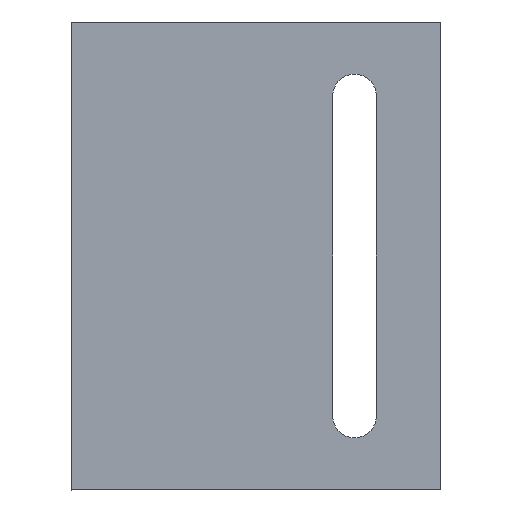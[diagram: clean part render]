
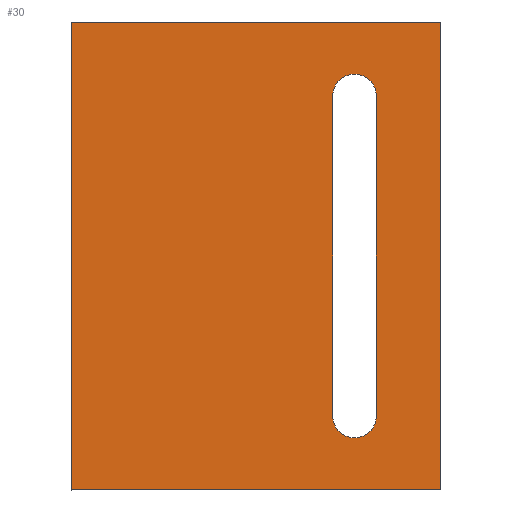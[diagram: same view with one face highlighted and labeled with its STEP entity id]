
A CAD part, front view. The second image highlights one B-rep face of the part: STEP entity #30.
In plain terms, the highlighted planar face has unit normal (0, -1, 0).
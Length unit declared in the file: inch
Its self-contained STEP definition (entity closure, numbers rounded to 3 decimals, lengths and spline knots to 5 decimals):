
#25 = VECTOR ( 'NONE', #690, 39.37008 ) ;
#27 = LINE ( 'NONE', #636, #726 ) ;
#30 = ADVANCED_FACE ( 'NONE', ( #32, #622 ), #561, .F. ) ;
#32 = FACE_BOUND ( 'NONE', #632, .T. ) ;
#45 = EDGE_CURVE ( 'NONE', #473, #672, #844, .T. ) ;
#47 = DIRECTION ( 'NONE',  ( 0., 1., 0. ) ) ;
#77 = DIRECTION ( 'NONE',  ( 0., 0., 1. ) ) ;
#90 = DIRECTION ( 'NONE',  ( 0., 0., 1. ) ) ;
#108 = DIRECTION ( 'NONE',  ( 0., 1., 0. ) ) ;
#131 = EDGE_CURVE ( 'NONE', #257, #473, #292, .T. ) ;
#141 = AXIS2_PLACEMENT_3D ( 'NONE', #389, #680, #471 ) ;
#155 = CARTESIAN_POINT ( 'NONE',  ( 0., 0., 0.95 ) ) ;
#164 = DIRECTION ( 'NONE',  ( 0., 1., 0. ) ) ;
#175 = CARTESIAN_POINT ( 'NONE',  ( 0., 0., -0.95 ) ) ;
#193 = CARTESIAN_POINT ( 'NONE',  ( 1.0615, 0., -0.65 ) ) ;
#204 = CARTESIAN_POINT ( 'NONE',  ( 0., 0., -0.95 ) ) ;
#209 = EDGE_LOOP ( 'NONE', ( #266, #503, #279, #609 ) ) ;
#212 = EDGE_CURVE ( 'NONE', #493, #776, #479, .T. ) ;
#218 = CARTESIAN_POINT ( 'NONE',  ( 0., 0., 0.95 ) ) ;
#221 = ORIENTED_EDGE ( 'NONE', *, *, #445, .T. ) ;
#223 = LINE ( 'NONE', #523, #25 ) ;
#255 = CARTESIAN_POINT ( 'NONE',  ( 1.5, 0., 0.95 ) ) ;
#257 = VERTEX_POINT ( 'NONE', #264 ) ;
#258 = CARTESIAN_POINT ( 'NONE',  ( 1.5, 0., -0.95 ) ) ;
#264 = CARTESIAN_POINT ( 'NONE',  ( 0., 0., 0.95 ) ) ;
#266 = ORIENTED_EDGE ( 'NONE', *, *, #45, .T. ) ;
#270 = ORIENTED_EDGE ( 'NONE', *, *, #709, .T. ) ;
#274 = CARTESIAN_POINT ( 'NONE',  ( 1.15, 0., 0.7385 ) ) ;
#279 = ORIENTED_EDGE ( 'NONE', *, *, #941, .F. ) ;
#288 = VECTOR ( 'NONE', #345, 39.37008 ) ;
#292 = LINE ( 'NONE', #218, #947 ) ;
#301 = CIRCLE ( 'NONE', #338, 0.0885 ) ;
#321 = CARTESIAN_POINT ( 'NONE',  ( 1.2385, 0., 0.65 ) ) ;
#329 = EDGE_CURVE ( 'NONE', #913, #672, #27, .T. ) ;
#338 = AXIS2_PLACEMENT_3D ( 'NONE', #358, #47, #949 ) ;
#341 = AXIS2_PLACEMENT_3D ( 'NONE', #910, #108, #90 ) ;
#345 = DIRECTION ( 'NONE',  ( 1., 0., 0. ) ) ;
#346 = DIRECTION ( 'NONE',  ( 0., 0., -1. ) ) ;
#347 = VERTEX_POINT ( 'NONE', #274 ) ;
#349 = EDGE_CURVE ( 'NONE', #546, #347, #301, .T. ) ;
#358 = CARTESIAN_POINT ( 'NONE',  ( 1.15, 0., 0.65 ) ) ;
#366 = AXIS2_PLACEMENT_3D ( 'NONE', #456, #164, #77 ) ;
#389 = CARTESIAN_POINT ( 'NONE',  ( 1.15, 0., -0.65 ) ) ;
#391 = ORIENTED_EDGE ( 'NONE', *, *, #553, .T. ) ;
#425 = ORIENTED_EDGE ( 'NONE', *, *, #212, .T. ) ;
#444 = VECTOR ( 'NONE', #462, 39.37008 ) ;
#445 = EDGE_CURVE ( 'NONE', #776, #546, #223, .T. ) ;
#456 = CARTESIAN_POINT ( 'NONE',  ( 1.15, 0., 0.65 ) ) ;
#462 = DIRECTION ( 'NONE',  ( 1., 0., 0. ) ) ;
#471 = DIRECTION ( 'NONE',  ( 0., 0., 1. ) ) ;
#473 = VERTEX_POINT ( 'NONE', #204 ) ;
#479 = CIRCLE ( 'NONE', #141, 0.0885 ) ;
#493 = VERTEX_POINT ( 'NONE', #669 ) ;
#503 = ORIENTED_EDGE ( 'NONE', *, *, #329, .F. ) ;
#523 = CARTESIAN_POINT ( 'NONE',  ( 1.0615, 0., -0.65 ) ) ;
#546 = VERTEX_POINT ( 'NONE', #624 ) ;
#553 = EDGE_CURVE ( 'NONE', #347, #614, #931, .T. ) ;
#558 = LINE ( 'NONE', #854, #572 ) ;
#561 = PLANE ( 'NONE',  #341 ) ;
#572 = VECTOR ( 'NONE', #847, 39.37008 ) ;
#609 = ORIENTED_EDGE ( 'NONE', *, *, #131, .T. ) ;
#614 = VERTEX_POINT ( 'NONE', #321 ) ;
#622 = FACE_OUTER_BOUND ( 'NONE', #209, .T. ) ;
#624 = CARTESIAN_POINT ( 'NONE',  ( 1.0615, 0., 0.65 ) ) ;
#632 = EDGE_LOOP ( 'NONE', ( #270, #425, #221, #653, #391 ) ) ;
#636 = CARTESIAN_POINT ( 'NONE',  ( 1.5, 0., 0.95 ) ) ;
#653 = ORIENTED_EDGE ( 'NONE', *, *, #349, .T. ) ;
#669 = CARTESIAN_POINT ( 'NONE',  ( 1.2385, 0., -0.65 ) ) ;
#672 = VERTEX_POINT ( 'NONE', #258 ) ;
#680 = DIRECTION ( 'NONE',  ( 0., 1., 0. ) ) ;
#690 = DIRECTION ( 'NONE',  ( 0., 0., 1. ) ) ;
#709 = EDGE_CURVE ( 'NONE', #614, #493, #558, .T. ) ;
#726 = VECTOR ( 'NONE', #346, 39.37008 ) ;
#766 = LINE ( 'NONE', #155, #444 ) ;
#776 = VERTEX_POINT ( 'NONE', #193 ) ;
#817 = DIRECTION ( 'NONE',  ( 0., 0., -1. ) ) ;
#844 = LINE ( 'NONE', #175, #288 ) ;
#847 = DIRECTION ( 'NONE',  ( 0., 0., -1. ) ) ;
#854 = CARTESIAN_POINT ( 'NONE',  ( 1.2385, 0., -0.65 ) ) ;
#910 = CARTESIAN_POINT ( 'NONE',  ( 0., 0., 0.95 ) ) ;
#913 = VERTEX_POINT ( 'NONE', #255 ) ;
#931 = CIRCLE ( 'NONE', #366, 0.0885 ) ;
#941 = EDGE_CURVE ( 'NONE', #257, #913, #766, .T. ) ;
#947 = VECTOR ( 'NONE', #817, 39.37008 ) ;
#949 = DIRECTION ( 'NONE',  ( 0., 0., 1. ) ) ;
